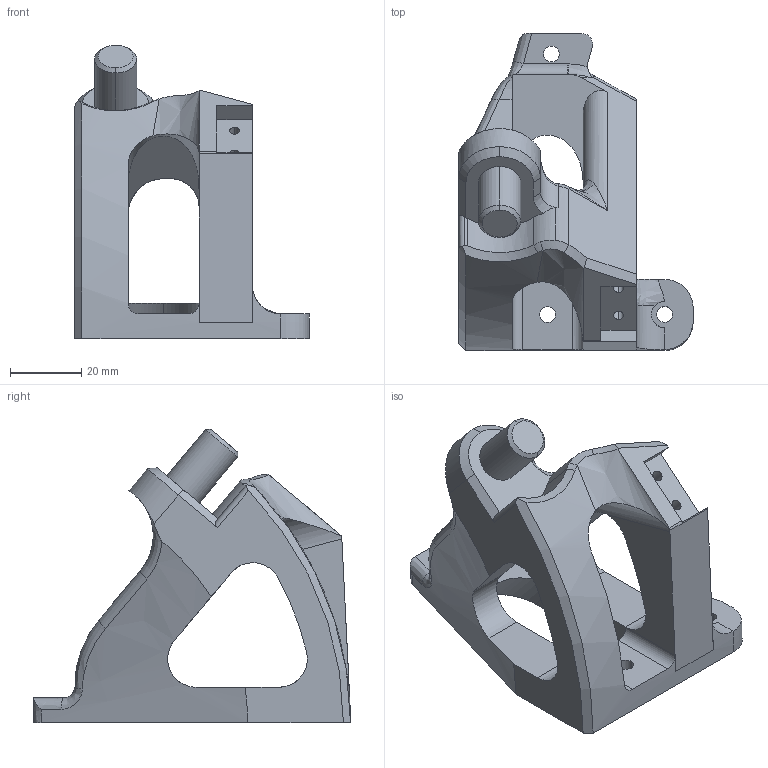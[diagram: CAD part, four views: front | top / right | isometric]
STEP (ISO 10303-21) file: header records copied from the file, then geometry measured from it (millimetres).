
FILE_DESCRIPTION (( 'STEP AP203' ), '1' );
FILE_NAME ('04_rollmount left_50°_v4_2020base.step', '2020-06-11T11:29:45', ( '' ), ( '' ), 'SwSTEP 2.0', 'SolidWorks 2020', '' );
FILE_SCHEMA (( 'CONFIG_CONTROL_DESIGN' ));
Length unit declared in the file: millimetre
Products named in the file (1): 04_rollmount left_50起v4_2020base
Bounding box: 66 x 89.27 x 82.65 mm (x, y, z)
Volume: 88272.3 mm3; surface area: 25385.6 mm2
Topology: 1 solids, 1 shells, 134 faces, 371 edges, 236 vertices
Faces by surface type: cylinder 60, plane 38, bspline 24, cone 7, torus 3, sphere 2
Entity records: 7277 total; most frequent: CARTESIAN_POINT 3996, ORIENTED_EDGE 740, DIRECTION 594, EDGE_CURVE 370, VERTEX_POINT 236, AXIS2_PLACEMENT_3D 224, LINE 146, EDGE_LOOP 146
